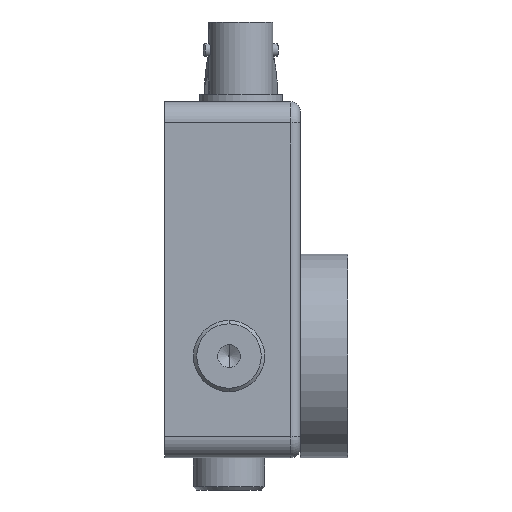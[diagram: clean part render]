
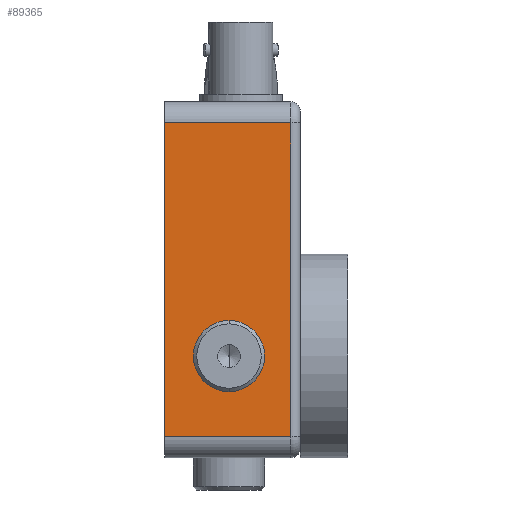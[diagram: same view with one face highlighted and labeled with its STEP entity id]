
A CAD part, left-side view. The second image highlights one B-rep face of the part: STEP entity #89365.
In plain terms, the highlighted planar face has unit normal (-1, 0, 0).
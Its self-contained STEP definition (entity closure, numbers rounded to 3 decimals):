
#48173 = CARTESIAN_POINT ( 'NONE',  ( -17.744, 26.929, -42.02 ) ) ;
#61147 = CARTESIAN_POINT ( 'NONE',  ( -17.744, 8.006, -42.02 ) ) ;
#61292 = CIRCLE ( 'NONE', #61318, 2.925 ) ;
#61318 = AXIS2_PLACEMENT_3D ( 'NONE', #61324, #61349, #61348 ) ;
#61324 = CARTESIAN_POINT ( 'NONE',  ( -17.744, 17.277, -29.955 ) ) ;
#61348 = DIRECTION ( 'NONE',  ( 0., 1., 0. ) ) ;
#61349 = DIRECTION ( 'NONE',  ( -1., 0., 0. ) ) ;
#62424 = DIRECTION ( 'NONE',  ( 0., 1., 0. ) ) ;
#62425 = VECTOR ( 'NONE', #62424, 1000. ) ;
#62426 = CARTESIAN_POINT ( 'NONE',  ( -17.744, 6.609, 4.97 ) ) ;
#62436 = LINE ( 'NONE', #62426, #62425 ) ;
#63825 = CARTESIAN_POINT ( 'NONE',  ( -17.744, 26.929, 4.97 ) ) ;
#64886 = CARTESIAN_POINT ( 'NONE',  ( -17.744, 6.609, -42.02 ) ) ;
#64887 = LINE ( 'NONE', #64886, #65102 ) ;
#65082 = DIRECTION ( 'NONE',  ( 0., -1., 0. ) ) ;
#65102 = VECTOR ( 'NONE', #65082, 1000. ) ;
#67954 = CARTESIAN_POINT ( 'NONE',  ( -17.744, 8.006, 4.97 ) ) ;
#70391 = DIRECTION ( 'NONE',  ( 0., 0., 1. ) ) ;
#70515 = LINE ( 'NONE', #70522, #70569 ) ;
#70522 = CARTESIAN_POINT ( 'NONE',  ( -17.744, 8.006, 8.145 ) ) ;
#70569 = VECTOR ( 'NONE', #70391, 1000. ) ;
#70625 = CARTESIAN_POINT ( 'NONE',  ( -17.744, 6.609, 8.145 ) ) ;
#70626 = FACE_OUTER_BOUND ( 'NONE', #77365, .T. ) ;
#70652 = PLANE ( 'NONE',  #70690 ) ;
#70685 = FACE_BOUND ( 'NONE', #73426, .T. ) ;
#70690 = AXIS2_PLACEMENT_3D ( 'NONE', #70625, #70750, #70748 ) ;
#70748 = DIRECTION ( 'NONE',  ( 0., -1., 0. ) ) ;
#70750 = DIRECTION ( 'NONE',  ( 1., 0., 0. ) ) ;
#73426 = EDGE_LOOP ( 'NONE', ( #88544, #88697 ) ) ;
#76393 = VERTEX_POINT ( 'NONE', #48173 ) ;
#77365 = EDGE_LOOP ( 'NONE', ( #84646, #86283, #87381, #86346 ) ) ;
#77933 = CARTESIAN_POINT ( 'NONE',  ( -17.744, 14.352, -29.955 ) ) ;
#77954 = CIRCLE ( 'NONE', #77964, 2.925 ) ;
#77959 = CARTESIAN_POINT ( 'NONE',  ( -17.744, 17.277, -29.955 ) ) ;
#77964 = AXIS2_PLACEMENT_3D ( 'NONE', #77959, #77999, #77998 ) ;
#77998 = DIRECTION ( 'NONE',  ( 0., 1., 0. ) ) ;
#77999 = DIRECTION ( 'NONE',  ( -1., 0., 0. ) ) ;
#78233 = CARTESIAN_POINT ( 'NONE',  ( -17.744, 20.202, -29.955 ) ) ;
#84646 = ORIENTED_EDGE ( 'NONE', *, *, #87945, .T. ) ;
#85677 = VERTEX_POINT ( 'NONE', #61147 ) ;
#85761 = EDGE_CURVE ( 'NONE', #117074, #116901, #61292, .T. ) ;
#86259 = EDGE_CURVE ( 'NONE', #88600, #86978, #62436, .T. ) ;
#86283 = ORIENTED_EDGE ( 'NONE', *, *, #89322, .T. ) ;
#86346 = ORIENTED_EDGE ( 'NONE', *, *, #91507, .T. ) ;
#86978 = VERTEX_POINT ( 'NONE', #63825 ) ;
#87381 = ORIENTED_EDGE ( 'NONE', *, *, #86259, .T. ) ;
#87945 = EDGE_CURVE ( 'NONE', #76393, #85677, #64887, .T. ) ;
#88544 = ORIENTED_EDGE ( 'NONE', *, *, #85761, .F. ) ;
#88600 = VERTEX_POINT ( 'NONE', #67954 ) ;
#88697 = ORIENTED_EDGE ( 'NONE', *, *, #116924, .F. ) ;
#89322 = EDGE_CURVE ( 'NONE', #85677, #88600, #70515, .T. ) ;
#89365 = ADVANCED_FACE ( 'NONE', ( #70685, #70626 ), #70652, .F. ) ;
#91507 = EDGE_CURVE ( 'NONE', #86978, #76393, #96567, .T. ) ;
#96564 = DIRECTION ( 'NONE',  ( 0., 0., -1. ) ) ;
#96565 = VECTOR ( 'NONE', #96564, 1000. ) ;
#96567 = LINE ( 'NONE', #96577, #96565 ) ;
#96577 = CARTESIAN_POINT ( 'NONE',  ( -17.744, 26.929, 8.145 ) ) ;
#116901 = VERTEX_POINT ( 'NONE', #77933 ) ;
#116924 = EDGE_CURVE ( 'NONE', #116901, #117074, #77954, .T. ) ;
#117074 = VERTEX_POINT ( 'NONE', #78233 ) ;
